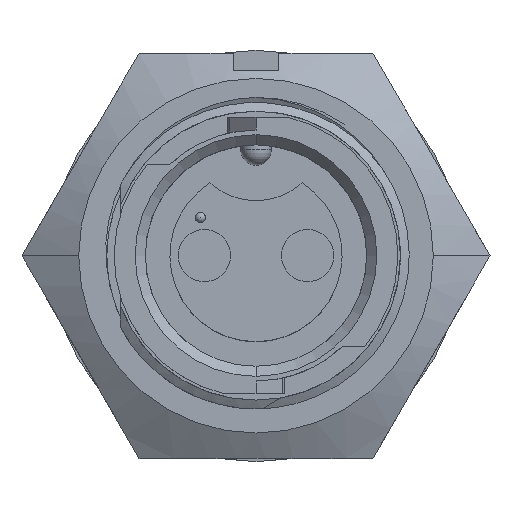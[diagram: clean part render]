
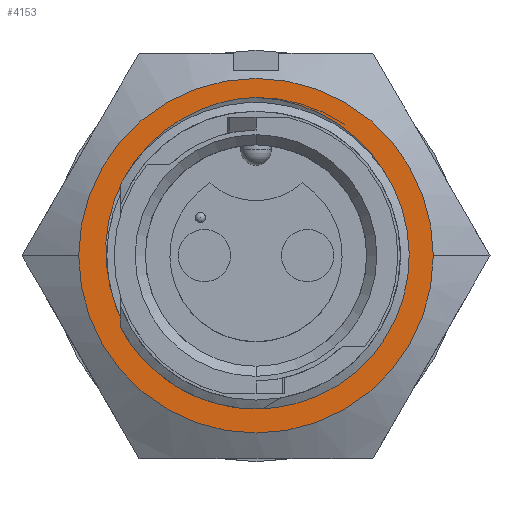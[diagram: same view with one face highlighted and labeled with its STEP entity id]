
A CAD part, top view. The second image highlights one B-rep face of the part: STEP entity #4153.
In plain terms, the highlighted planar face has unit normal (0, 0, 1).
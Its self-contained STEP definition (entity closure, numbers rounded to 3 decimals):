
#264 = CARTESIAN_POINT ( 'NONE',  ( -7.334, -1.47, -6.226 ) ) ;
#446 = ORIENTED_EDGE ( 'NONE', *, *, #6674, .F. ) ;
#591 = CARTESIAN_POINT ( 'NONE',  ( 7.537, 0.781, -6.226 ) ) ;
#688 = ORIENTED_EDGE ( 'NONE', *, *, #3006, .T. ) ;
#928 = DIRECTION ( 'NONE',  ( 1., 0., 0. ) ) ;
#957 = CARTESIAN_POINT ( 'NONE',  ( -8.89, 0., -6.226 ) ) ;
#994 = ORIENTED_EDGE ( 'NONE', *, *, #1145, .T. ) ;
#1145 = EDGE_CURVE ( 'NONE', #4925, #6844, #6639, .T. ) ;
#1249 = CARTESIAN_POINT ( 'NONE',  ( -2.787, 7.354, -6.226 ) ) ;
#1309 = CARTESIAN_POINT ( 'NONE',  ( 8.89, 0., -6.226 ) ) ;
#1352 = CARTESIAN_POINT ( 'NONE',  ( -0.572, 7.92, -6.226 ) ) ;
#1378 = CARTESIAN_POINT ( 'NONE',  ( 3.795, 6.845, -6.226 ) ) ;
#1433 = CARTESIAN_POINT ( 'NONE',  ( 5.145, 5.822, -6.226 ) ) ;
#1491 = CARTESIAN_POINT ( 'NONE',  ( 7.334, -1.47, -6.226 ) ) ;
#1562 = CIRCLE ( 'NONE', #2399, 8.89 ) ;
#1655 = CARTESIAN_POINT ( 'NONE',  ( 7.334, -1.47, -6.226 ) ) ;
#1919 = CIRCLE ( 'NONE', #7509, 8.89 ) ;
#2039 = CARTESIAN_POINT ( 'NONE',  ( -6.251, 4.521, -6.226 ) ) ;
#2211 = EDGE_LOOP ( 'NONE', ( #9582, #9958 ) ) ;
#2212 = AXIS2_PLACEMENT_3D ( 'NONE', #10449, #4122, #2536 ) ;
#2333 = CARTESIAN_POINT ( 'NONE',  ( 5.55, 5.413, -6.226 ) ) ;
#2386 = CARTESIAN_POINT ( 'NONE',  ( 0., 7.938, -6.226 ) ) ;
#2399 = AXIS2_PLACEMENT_3D ( 'NONE', #5276, #2957, #4645 ) ;
#2536 = DIRECTION ( 'NONE',  ( -1., 0., 0. ) ) ;
#2940 = CARTESIAN_POINT ( 'NONE',  ( -7.45, -0.91, -6.226 ) ) ;
#2957 = DIRECTION ( 'NONE',  ( 0., 0., -1. ) ) ;
#3006 = EDGE_CURVE ( 'NONE', #6844, #9388, #6781, .T. ) ;
#3075 = CARTESIAN_POINT ( 'NONE',  ( 7.047, 2.994, -6.226 ) ) ;
#3780 = CARTESIAN_POINT ( 'NONE',  ( -7.225, 2.475, -6.226 ) ) ;
#3810 = EDGE_CURVE ( 'NONE', #8297, #6000, #1562, .T. ) ;
#3858 = CARTESIAN_POINT ( 'NONE',  ( 6.557, 4.028, -6.226 ) ) ;
#4014 = FACE_OUTER_BOUND ( 'NONE', #2211, .T. ) ;
#4097 = CARTESIAN_POINT ( 'NONE',  ( 0., 0., -6.226 ) ) ;
#4122 = DIRECTION ( 'NONE',  ( 0., 0., -1. ) ) ;
#4153 = ADVANCED_FACE ( 'NONE', ( #7216, #4014 ), #5758, .F. ) ;
#4422 = CARTESIAN_POINT ( 'NONE',  ( 0., 7.938, -6.226 ) ) ;
#4433 = AXIS2_PLACEMENT_3D ( 'NONE', #4097, #8983, #928 ) ;
#4517 = CARTESIAN_POINT ( 'NONE',  ( -5.552, 5.41, -6.226 ) ) ;
#4570 = CARTESIAN_POINT ( 'NONE',  ( 0., 7.938, -6.226 ) ) ;
#4594 = DIRECTION ( 'NONE',  ( 0., 0., -1. ) ) ;
#4645 = DIRECTION ( 'NONE',  ( -1., 0., 0. ) ) ;
#4708 = CARTESIAN_POINT ( 'NONE',  ( 6.255, 4.516, -6.226 ) ) ;
#4820 = CARTESIAN_POINT ( 'NONE',  ( 4.269, 6.536, -6.226 ) ) ;
#4925 = VERTEX_POINT ( 'NONE', #10391 ) ;
#5076 = CARTESIAN_POINT ( 'NONE',  ( -1.142, 7.839, -6.226 ) ) ;
#5258 = CARTESIAN_POINT ( 'NONE',  ( -7.536, 0.794, -6.226 ) ) ;
#5276 = CARTESIAN_POINT ( 'NONE',  ( 0., 0., -6.226 ) ) ;
#5758 = PLANE ( 'NONE',  #2212 ) ;
#6000 = VERTEX_POINT ( 'NONE', #1309 ) ;
#6109 = CARTESIAN_POINT ( 'NONE',  ( -6.555, 4.03, -6.226 ) ) ;
#6161 = CARTESIAN_POINT ( 'NONE',  ( -7.517, -0.343, -6.226 ) ) ;
#6220 = CARTESIAN_POINT ( 'NONE',  ( -3.795, 6.844, -6.226 ) ) ;
#6299 = CARTESIAN_POINT ( 'NONE',  ( 7.532, -0.351, -6.226 ) ) ;
#6639 = B_SPLINE_CURVE_WITH_KNOTS ( 'NONE', 3,
 ( #264, #9117, #2940, #6161, #9412, #5258, #7717, #3780, #9312, #6109, #2039, #4517, #8515, #7534, #6220, #1249, #7769, #5076, #1352, #4570 ),
 .UNSPECIFIED., .F., .F.,
 ( 4, 2, 2, 2, 2, 2, 2, 2, 2, 4 ),
 ( 0., 0.001, 0.002, 0.003, 0.005, 0.007, 0.009, 0.01, 0.012, 0.014 ),
 .UNSPECIFIED. ) ;
#6674 = EDGE_CURVE ( 'NONE', #4925, #9388, #8517, .T. ) ;
#6781 = B_SPLINE_CURVE_WITH_KNOTS ( 'NONE', 3,
 ( #2386, #7223, #9495, #7116, #8861, #10456, #8698, #1378, #4820, #1433, #2333, #4708, #3858, #3075, #10344, #8803, #591, #6299, #8752, #1491 ),
 .UNSPECIFIED., .F., .F.,
 ( 4, 2, 2, 2, 2, 2, 2, 2, 2, 4 ),
 ( 0., 0.001, 0.002, 0.003, 0.005, 0.007, 0.009, 0.01, 0.012, 0.014 ),
 .UNSPECIFIED. ) ;
#6844 = VERTEX_POINT ( 'NONE', #4422 ) ;
#6850 = CARTESIAN_POINT ( 'NONE',  ( 0., 0., -6.226 ) ) ;
#7116 = CARTESIAN_POINT ( 'NONE',  ( 1.136, 7.824, -6.226 ) ) ;
#7216 = FACE_BOUND ( 'NONE', #10123, .T. ) ;
#7223 = CARTESIAN_POINT ( 'NONE',  ( 0.286, 7.929, -6.226 ) ) ;
#7509 = AXIS2_PLACEMENT_3D ( 'NONE', #6850, #4594, #10288 ) ;
#7534 = CARTESIAN_POINT ( 'NONE',  ( -4.27, 6.536, -6.226 ) ) ;
#7717 = CARTESIAN_POINT ( 'NONE',  ( -7.475, 1.358, -6.226 ) ) ;
#7769 = CARTESIAN_POINT ( 'NONE',  ( -2.248, 7.557, -6.226 ) ) ;
#7876 = EDGE_CURVE ( 'NONE', #6000, #8297, #1919, .T. ) ;
#8297 = VERTEX_POINT ( 'NONE', #957 ) ;
#8515 = CARTESIAN_POINT ( 'NONE',  ( -5.156, 5.813, -6.226 ) ) ;
#8517 = CIRCLE ( 'NONE', #4433, 7.48 ) ;
#8698 = CARTESIAN_POINT ( 'NONE',  ( 2.774, 7.36, -6.226 ) ) ;
#8752 = CARTESIAN_POINT ( 'NONE',  ( 7.466, -0.913, -6.226 ) ) ;
#8803 = CARTESIAN_POINT ( 'NONE',  ( 7.475, 1.355, -6.226 ) ) ;
#8861 = CARTESIAN_POINT ( 'NONE',  ( 1.417, 7.769, -6.226 ) ) ;
#8983 = DIRECTION ( 'NONE',  ( 0., 0., 1. ) ) ;
#9117 = CARTESIAN_POINT ( 'NONE',  ( -7.4, -1.192, -6.226 ) ) ;
#9312 = CARTESIAN_POINT ( 'NONE',  ( -7.04, 3.009, -6.226 ) ) ;
#9388 = VERTEX_POINT ( 'NONE', #1655 ) ;
#9412 = CARTESIAN_POINT ( 'NONE',  ( -7.534, -0.057, -6.226 ) ) ;
#9495 = CARTESIAN_POINT ( 'NONE',  ( 0.57, 7.904, -6.226 ) ) ;
#9582 = ORIENTED_EDGE ( 'NONE', *, *, #3810, .F. ) ;
#9958 = ORIENTED_EDGE ( 'NONE', *, *, #7876, .F. ) ;
#10123 = EDGE_LOOP ( 'NONE', ( #994, #688, #446 ) ) ;
#10288 = DIRECTION ( 'NONE',  ( -1., 0., 0. ) ) ;
#10344 = CARTESIAN_POINT ( 'NONE',  ( 7.23, 2.457, -6.226 ) ) ;
#10391 = CARTESIAN_POINT ( 'NONE',  ( -7.334, -1.47, -6.226 ) ) ;
#10449 = CARTESIAN_POINT ( 'NONE',  ( -5.866, -10.16, -6.226 ) ) ;
#10456 = CARTESIAN_POINT ( 'NONE',  ( 2.242, 7.558, -6.226 ) ) ;
